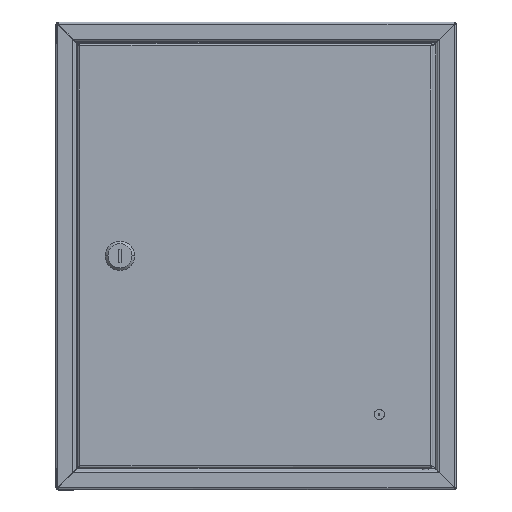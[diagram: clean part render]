
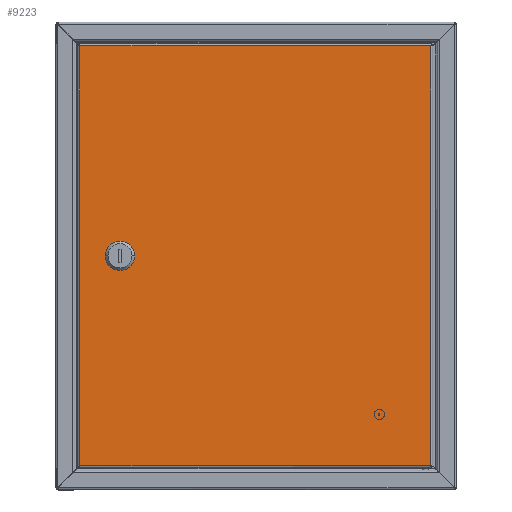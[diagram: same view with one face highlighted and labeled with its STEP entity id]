
A CAD part, top view. The second image highlights one B-rep face of the part: STEP entity #9223.
In plain terms, the highlighted planar face has unit normal (0, 0, 1).
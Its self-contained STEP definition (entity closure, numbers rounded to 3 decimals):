
#382 = AXIS2_PLACEMENT_3D ( 'NONE', #8705, #19847, #17660 ) ;
#847 = CARTESIAN_POINT ( 'NONE',  ( 7.872, -24.763, 0. ) ) ;
#984 = VECTOR ( 'NONE', #20680, 1000. ) ;
#1143 = EDGE_CURVE ( 'NONE', #7736, #11419, #23223, .T. ) ;
#1548 = EDGE_LOOP ( 'NONE', ( #5503, #6866, #22713, #5444 ) ) ;
#1725 = EDGE_CURVE ( 'NONE', #13144, #8327, #21923, .T. ) ;
#2780 = DIRECTION ( 'NONE',  ( 0., 1., 0. ) ) ;
#2901 = CARTESIAN_POINT ( 'NONE',  ( 45.772, 251.037, 0. ) ) ;
#2980 = CIRCLE ( 'NONE', #10404, 9.25 ) ;
#3207 = VECTOR ( 'NONE', #21110, 1000. ) ;
#3539 = VERTEX_POINT ( 'NONE', #10303 ) ;
#3995 = VECTOR ( 'NONE', #17337, 1000. ) ;
#4461 = LINE ( 'NONE', #21001, #3995 ) ;
#5190 = CARTESIAN_POINT ( 'NONE',  ( -195.228, 90.288, 0. ) ) ;
#5444 = ORIENTED_EDGE ( 'NONE', *, *, #9008, .F. ) ;
#5503 = ORIENTED_EDGE ( 'NONE', *, *, #8252, .F. ) ;
#5586 = ORIENTED_EDGE ( 'NONE', *, *, #18558, .T. ) ;
#5678 = ORIENTED_EDGE ( 'NONE', *, *, #18584, .T. ) ;
#6673 = VECTOR ( 'NONE', #2780, 1000. ) ;
#6770 = EDGE_CURVE ( 'NONE', #24160, #8242, #2980, .T. ) ;
#6866 = ORIENTED_EDGE ( 'NONE', *, *, #20255, .F. ) ;
#6894 = VECTOR ( 'NONE', #22368, 1000. ) ;
#7156 = FACE_BOUND ( 'NONE', #1548, .T. ) ;
#7253 = AXIS2_PLACEMENT_3D ( 'NONE', #18764, #12999, #20484 ) ;
#7275 = DIRECTION ( 'NONE',  ( 0., 0., 1. ) ) ;
#7575 = LINE ( 'NONE', #9412, #984 ) ;
#7736 = VERTEX_POINT ( 'NONE', #10220 ) ;
#7849 = CARTESIAN_POINT ( 'NONE',  ( -195.228, 97.586, 0. ) ) ;
#8015 = CARTESIAN_POINT ( 'NONE',  ( -216.728, 251.037, 0. ) ) ;
#8242 = VERTEX_POINT ( 'NONE', #7849 ) ;
#8252 = EDGE_CURVE ( 'NONE', #18700, #18285, #13509, .T. ) ;
#8299 = CARTESIAN_POINT ( 'NONE',  ( -178.228, 97.586, 0. ) ) ;
#8327 = VERTEX_POINT ( 'NONE', #847 ) ;
#8633 = EDGE_CURVE ( 'NONE', #11419, #3539, #7575, .T. ) ;
#8705 = CARTESIAN_POINT ( 'NONE',  ( 7.372, -24.763, 0. ) ) ;
#9008 = EDGE_CURVE ( 'NONE', #18285, #24160, #13167, .T. ) ;
#9223 = ADVANCED_FACE ( 'NONE', ( #12662, #7156, #9241 ), #20137, .T. ) ;
#9241 = FACE_OUTER_BOUND ( 'NONE', #12932, .T. ) ;
#9412 = CARTESIAN_POINT ( 'NONE',  ( -216.728, 251.037, 0. ) ) ;
#10075 = LINE ( 'NONE', #8015, #3207 ) ;
#10220 = CARTESIAN_POINT ( 'NONE',  ( 45.772, -63.163, 0. ) ) ;
#10303 = CARTESIAN_POINT ( 'NONE',  ( -216.728, 251.037, 0. ) ) ;
#10404 = AXIS2_PLACEMENT_3D ( 'NONE', #12022, #16188, #12145 ) ;
#10683 = EDGE_LOOP ( 'NONE', ( #21788, #17697 ) ) ;
#10779 = ORIENTED_EDGE ( 'NONE', *, *, #8633, .T. ) ;
#10824 = VERTEX_POINT ( 'NONE', #14961 ) ;
#11419 = VERTEX_POINT ( 'NONE', #21483 ) ;
#12022 = CARTESIAN_POINT ( 'NONE',  ( -186.728, 93.937, 0. ) ) ;
#12145 = DIRECTION ( 'NONE',  ( 1., 0., 0. ) ) ;
#12340 = AXIS2_PLACEMENT_3D ( 'NONE', #20387, #7275, #14627 ) ;
#12662 = FACE_BOUND ( 'NONE', #10683, .T. ) ;
#12664 = AXIS2_PLACEMENT_3D ( 'NONE', #23626, #15781, #20080 ) ;
#12932 = EDGE_LOOP ( 'NONE', ( #5678, #5586, #23901, #10779 ) ) ;
#12999 = DIRECTION ( 'NONE',  ( 0., 0., 1. ) ) ;
#13144 = VERTEX_POINT ( 'NONE', #17480 ) ;
#13167 = LINE ( 'NONE', #22239, #6894 ) ;
#13509 = CIRCLE ( 'NONE', #7253, 9.25 ) ;
#14627 = DIRECTION ( 'NONE',  ( 1., 0., 0. ) ) ;
#14961 = CARTESIAN_POINT ( 'NONE',  ( -216.728, -63.163, 0. ) ) ;
#15119 = DIRECTION ( 'NONE',  ( 0., -1., 0. ) ) ;
#15781 = DIRECTION ( 'NONE',  ( 0., 0., 1. ) ) ;
#16188 = DIRECTION ( 'NONE',  ( 0., 0., 1. ) ) ;
#16293 = CARTESIAN_POINT ( 'NONE',  ( -178.228, 90.288, 0. ) ) ;
#17337 = DIRECTION ( 'NONE',  ( 1., 0., 0. ) ) ;
#17480 = CARTESIAN_POINT ( 'NONE',  ( 6.872, -24.763, 0. ) ) ;
#17660 = DIRECTION ( 'NONE',  ( 1., 0., 0. ) ) ;
#17697 = ORIENTED_EDGE ( 'NONE', *, *, #1725, .F. ) ;
#18285 = VERTEX_POINT ( 'NONE', #16293 ) ;
#18558 = EDGE_CURVE ( 'NONE', #10824, #7736, #4461, .T. ) ;
#18584 = EDGE_CURVE ( 'NONE', #3539, #10824, #10075, .T. ) ;
#18700 = VERTEX_POINT ( 'NONE', #5190 ) ;
#18764 = CARTESIAN_POINT ( 'NONE',  ( -186.728, 93.937, 0. ) ) ;
#18821 = LINE ( 'NONE', #19175, #21655 ) ;
#19175 = CARTESIAN_POINT ( 'NONE',  ( -195.228, 97.586, 0. ) ) ;
#19847 = DIRECTION ( 'NONE',  ( 0., 0., 1. ) ) ;
#20080 = DIRECTION ( 'NONE',  ( 1., 0., 0. ) ) ;
#20137 = PLANE ( 'NONE',  #12340 ) ;
#20255 = EDGE_CURVE ( 'NONE', #8242, #18700, #18821, .T. ) ;
#20387 = CARTESIAN_POINT ( 'NONE',  ( -216.728, -63.163, 0. ) ) ;
#20484 = DIRECTION ( 'NONE',  ( 1., 0., 0. ) ) ;
#20680 = DIRECTION ( 'NONE',  ( -1., 0., 0. ) ) ;
#21001 = CARTESIAN_POINT ( 'NONE',  ( -216.728, -63.163, 0. ) ) ;
#21110 = DIRECTION ( 'NONE',  ( 0., -1., 0. ) ) ;
#21127 = EDGE_CURVE ( 'NONE', #8327, #13144, #24019, .T. ) ;
#21483 = CARTESIAN_POINT ( 'NONE',  ( 45.772, 251.037, 0. ) ) ;
#21655 = VECTOR ( 'NONE', #15119, 1000. ) ;
#21788 = ORIENTED_EDGE ( 'NONE', *, *, #21127, .F. ) ;
#21923 = CIRCLE ( 'NONE', #382, 0.5 ) ;
#22239 = CARTESIAN_POINT ( 'NONE',  ( -178.228, 97.586, 0. ) ) ;
#22368 = DIRECTION ( 'NONE',  ( 0., 1., 0. ) ) ;
#22713 = ORIENTED_EDGE ( 'NONE', *, *, #6770, .F. ) ;
#23223 = LINE ( 'NONE', #2901, #6673 ) ;
#23626 = CARTESIAN_POINT ( 'NONE',  ( 7.372, -24.763, 0. ) ) ;
#23901 = ORIENTED_EDGE ( 'NONE', *, *, #1143, .T. ) ;
#24019 = CIRCLE ( 'NONE', #12664, 0.5 ) ;
#24160 = VERTEX_POINT ( 'NONE', #8299 ) ;
